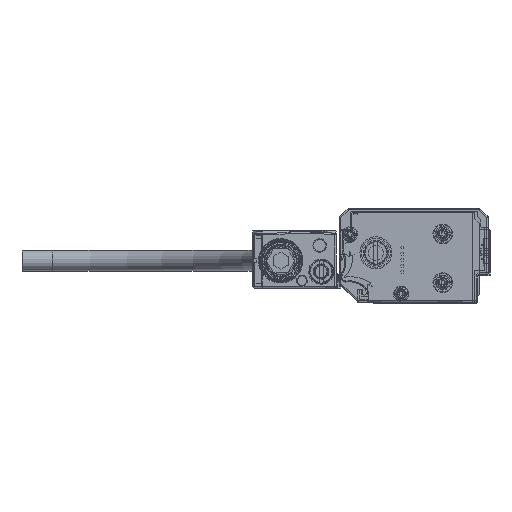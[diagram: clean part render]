
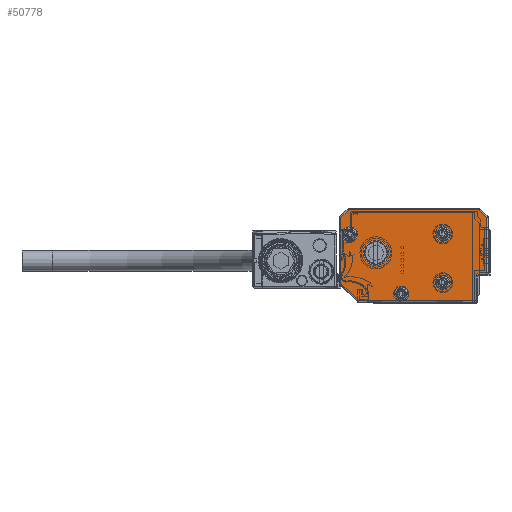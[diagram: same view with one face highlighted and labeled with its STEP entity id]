
A CAD part, left-side view. The second image highlights one B-rep face of the part: STEP entity #50778.
In plain terms, the highlighted planar face has unit normal (-1, 0, 0).
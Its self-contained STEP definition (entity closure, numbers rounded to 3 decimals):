
#50563=AXIS2_PLACEMENT_3D('Circle Axis2P3D',#50561,#50562,$) ;
#50591=AXIS2_PLACEMENT_3D('Circle Axis2P3D',#50589,#50590,$) ;
#50606=AXIS2_PLACEMENT_3D('Plane Axis2P3D',#50603,#50604,#50605) ;
#50610=AXIS2_PLACEMENT_3D('Circle Axis2P3D',#50608,#50609,$) ;
#50617=AXIS2_PLACEMENT_3D('Circle Axis2P3D',#50615,#50616,$) ;
#50624=AXIS2_PLACEMENT_3D('Circle Axis2P3D',#50622,#50623,$) ;
#50636=AXIS2_PLACEMENT_3D('Circle Axis2P3D',#50634,#50635,$) ;
#50708=AXIS2_PLACEMENT_3D('Circle Axis2P3D',#50706,#50707,$) ;
#50717=AXIS2_PLACEMENT_3D('Circle Axis2P3D',#50715,#50716,$) ;
#50726=AXIS2_PLACEMENT_3D('Circle Axis2P3D',#50724,#50725,$) ;
#50735=AXIS2_PLACEMENT_3D('Circle Axis2P3D',#50733,#50734,$) ;
#50744=AXIS2_PLACEMENT_3D('Circle Axis2P3D',#50742,#50743,$) ;
#50753=AXIS2_PLACEMENT_3D('Circle Axis2P3D',#50751,#50752,$) ;
#50762=AXIS2_PLACEMENT_3D('Circle Axis2P3D',#50760,#50761,$) ;
#50771=AXIS2_PLACEMENT_3D('Circle Axis2P3D',#50769,#50770,$) ;
#40673=CARTESIAN_POINT('Vertex',(-3173.,8.4,-1.)) ;
#40675=CARTESIAN_POINT('Vertex',(-3173.,7.,-1.)) ;
#40678=CARTESIAN_POINT('Line Origine',(-3173.,3.5,-1.)) ;
#40682=CARTESIAN_POINT('Vertex',(-3173.,21.793,-1.)) ;
#40694=CARTESIAN_POINT('Vertex',(-3173.,-17.,-1.)) ;
#40697=CARTESIAN_POINT('Line Origine',(-3173.,3.5,-1.)) ;
#50561=CARTESIAN_POINT('Axis2P3D Location',(-3173.,7.7,1.4)) ;
#50565=CARTESIAN_POINT('Vertex',(-3173.,5.2,1.4)) ;
#50586=CARTESIAN_POINT('Vertex',(-3173.,9.894,0.201)) ;
#50589=CARTESIAN_POINT('Axis2P3D Location',(-3173.,7.7,1.4)) ;
#50603=CARTESIAN_POINT('Axis2P3D Location',(-3173.,-21.5,13.5)) ;
#50608=CARTESIAN_POINT('Axis2P3D Location',(-3173.,7.7,1.4)) ;
#50612=CARTESIAN_POINT('Vertex',(-3173.,10.2,1.4)) ;
#50615=CARTESIAN_POINT('Axis2P3D Location',(-3173.,7.7,1.4)) ;
#50619=CARTESIAN_POINT('Vertex',(-3173.,5.506,2.599)) ;
#50622=CARTESIAN_POINT('Axis2P3D Location',(-3173.,7.7,1.4)) ;
#50627=CARTESIAN_POINT('Line Origine',(-3173.,-17.,3.1)) ;
#50631=CARTESIAN_POINT('Vertex',(-3173.,-17.,7.2)) ;
#50634=CARTESIAN_POINT('Axis2P3D Location',(-3173.,-18.,7.2)) ;
#50638=CARTESIAN_POINT('Vertex',(-3173.,-18.,8.2)) ;
#50641=CARTESIAN_POINT('Line Origine',(-3173.,-19.25,8.2)) ;
#50645=CARTESIAN_POINT('Vertex',(-3173.,-20.5,8.2)) ;
#50648=CARTESIAN_POINT('Line Origine',(-3173.,-20.5,17.246)) ;
#50652=CARTESIAN_POINT('Vertex',(-3173.,-20.5,26.293)) ;
#50655=CARTESIAN_POINT('Line Origine',(-3173.,-19.146,27.646)) ;
#50659=CARTESIAN_POINT('Vertex',(-3173.,-17.793,29.)) ;
#50662=CARTESIAN_POINT('Line Origine',(-3173.,3.5,29.)) ;
#50666=CARTESIAN_POINT('Vertex',(-3173.,24.793,29.)) ;
#50669=CARTESIAN_POINT('Line Origine',(-3173.,26.146,27.646)) ;
#50673=CARTESIAN_POINT('Vertex',(-3173.,27.5,26.293)) ;
#50676=CARTESIAN_POINT('Line Origine',(-3173.,27.5,15.5)) ;
#50680=CARTESIAN_POINT('Vertex',(-3173.,27.5,4.707)) ;
#50683=CARTESIAN_POINT('Line Origine',(-3173.,24.646,1.854)) ;
#50706=CARTESIAN_POINT('Axis2P3D Location',(-3173.,-6.,5.)) ;
#50710=CARTESIAN_POINT('Vertex',(-3173.,-3.806,3.801)) ;
#50712=CARTESIAN_POINT('Vertex',(-3173.,-8.194,6.199)) ;
#50715=CARTESIAN_POINT('Axis2P3D Location',(-3173.,-6.,5.)) ;
#50724=CARTESIAN_POINT('Axis2P3D Location',(-3173.,16.,14.8)) ;
#50728=CARTESIAN_POINT('Vertex',(-3173.,11.85,14.8)) ;
#50730=CARTESIAN_POINT('Vertex',(-3173.,20.15,14.8)) ;
#50733=CARTESIAN_POINT('Axis2P3D Location',(-3173.,16.,14.8)) ;
#50742=CARTESIAN_POINT('Axis2P3D Location',(-3173.,-6.,21.)) ;
#50746=CARTESIAN_POINT('Vertex',(-3173.,-8.194,22.199)) ;
#50748=CARTESIAN_POINT('Vertex',(-3173.,-3.806,19.801)) ;
#50751=CARTESIAN_POINT('Axis2P3D Location',(-3173.,-6.,21.)) ;
#50760=CARTESIAN_POINT('Axis2P3D Location',(-3173.,24.5,20.9)) ;
#50764=CARTESIAN_POINT('Vertex',(-3173.,22.306,22.099)) ;
#50766=CARTESIAN_POINT('Vertex',(-3173.,26.694,19.701)) ;
#50769=CARTESIAN_POINT('Axis2P3D Location',(-3173.,24.5,20.9)) ;
#40679=DIRECTION('Vector Direction',(0.,1.,0.)) ;
#40698=DIRECTION('Vector Direction',(0.,1.,0.)) ;
#50562=DIRECTION('Axis2P3D Direction',(-1.,0.,0.)) ;
#50590=DIRECTION('Axis2P3D Direction',(-1.,0.,0.)) ;
#50604=DIRECTION('Axis2P3D Direction',(1.,0.,0.)) ;
#50605=DIRECTION('Axis2P3D XDirection',(0.,1.,0.)) ;
#50609=DIRECTION('Axis2P3D Direction',(1.,0.,0.)) ;
#50616=DIRECTION('Axis2P3D Direction',(1.,0.,0.)) ;
#50623=DIRECTION('Axis2P3D Direction',(1.,0.,0.)) ;
#50628=DIRECTION('Vector Direction',(0.,0.,1.)) ;
#50635=DIRECTION('Axis2P3D Direction',(1.,0.,0.)) ;
#50642=DIRECTION('Vector Direction',(0.,-1.,0.)) ;
#50649=DIRECTION('Vector Direction',(0.,0.,1.)) ;
#50656=DIRECTION('Vector Direction',(0.,-0.707,-0.707)) ;
#50663=DIRECTION('Vector Direction',(0.,1.,0.)) ;
#50670=DIRECTION('Vector Direction',(0.,0.707,-0.707)) ;
#50677=DIRECTION('Vector Direction',(0.,0.,-1.)) ;
#50684=DIRECTION('Vector Direction',(0.,-0.707,-0.707)) ;
#50707=DIRECTION('Axis2P3D Direction',(1.,0.,0.)) ;
#50716=DIRECTION('Axis2P3D Direction',(1.,0.,0.)) ;
#50725=DIRECTION('Axis2P3D Direction',(1.,0.,0.)) ;
#50734=DIRECTION('Axis2P3D Direction',(1.,0.,0.)) ;
#50743=DIRECTION('Axis2P3D Direction',(1.,0.,0.)) ;
#50752=DIRECTION('Axis2P3D Direction',(1.,0.,0.)) ;
#50761=DIRECTION('Axis2P3D Direction',(1.,0.,0.)) ;
#50770=DIRECTION('Axis2P3D Direction',(1.,0.,0.)) ;
#40680=VECTOR('Line Direction',#40679,1.) ;
#40699=VECTOR('Line Direction',#40698,1.) ;
#50629=VECTOR('Line Direction',#50628,1.) ;
#50643=VECTOR('Line Direction',#50642,1.) ;
#50650=VECTOR('Line Direction',#50649,1.) ;
#50657=VECTOR('Line Direction',#50656,1.) ;
#50664=VECTOR('Line Direction',#50663,1.) ;
#50671=VECTOR('Line Direction',#50670,1.) ;
#50678=VECTOR('Line Direction',#50677,1.) ;
#50685=VECTOR('Line Direction',#50684,1.) ;
#50689=ORIENTED_EDGE('',*,*,#50593,.T.) ;
#50690=ORIENTED_EDGE('',*,*,#50614,.T.) ;
#50691=ORIENTED_EDGE('',*,*,#50621,.T.) ;
#50692=ORIENTED_EDGE('',*,*,#50626,.T.) ;
#50693=ORIENTED_EDGE('',*,*,#50567,.T.) ;
#50694=ORIENTED_EDGE('',*,*,#40701,.F.) ;
#50695=ORIENTED_EDGE('',*,*,#50633,.F.) ;
#50696=ORIENTED_EDGE('',*,*,#50640,.F.) ;
#50697=ORIENTED_EDGE('',*,*,#50647,.F.) ;
#50698=ORIENTED_EDGE('',*,*,#50654,.F.) ;
#50699=ORIENTED_EDGE('',*,*,#50661,.F.) ;
#50700=ORIENTED_EDGE('',*,*,#50668,.F.) ;
#50701=ORIENTED_EDGE('',*,*,#50675,.F.) ;
#50702=ORIENTED_EDGE('',*,*,#50682,.F.) ;
#50703=ORIENTED_EDGE('',*,*,#50687,.F.) ;
#50704=ORIENTED_EDGE('',*,*,#40684,.F.) ;
#50721=ORIENTED_EDGE('',*,*,#50714,.T.) ;
#50722=ORIENTED_EDGE('',*,*,#50719,.T.) ;
#50739=ORIENTED_EDGE('',*,*,#50732,.T.) ;
#50740=ORIENTED_EDGE('',*,*,#50737,.T.) ;
#50757=ORIENTED_EDGE('',*,*,#50750,.T.) ;
#50758=ORIENTED_EDGE('',*,*,#50755,.T.) ;
#50775=ORIENTED_EDGE('',*,*,#50768,.T.) ;
#50776=ORIENTED_EDGE('',*,*,#50773,.T.) ;
#50723=FACE_BOUND('',#50720,.T.) ;
#50741=FACE_BOUND('',#50738,.T.) ;
#50759=FACE_BOUND('',#50756,.T.) ;
#50777=FACE_BOUND('',#50774,.T.) ;
#50778=ADVANCED_FACE('\X2\FF8AFF9FFF70FF82\X0\ \X2\FF8EFF9EFF83FF9EFF68FF70\X0\',(#50705,#50723,#50741,#50759,#50777),#50607,.F.) ;
#50564=CIRCLE('generated circle',#50563,2.5) ;
#50592=CIRCLE('generated circle',#50591,2.5) ;
#50611=CIRCLE('generated circle',#50610,2.5) ;
#50618=CIRCLE('generated circle',#50617,2.5) ;
#50625=CIRCLE('generated circle',#50624,2.5) ;
#50637=CIRCLE('generated circle',#50636,1.) ;
#50709=CIRCLE('generated circle',#50708,2.5) ;
#50718=CIRCLE('generated circle',#50717,2.5) ;
#50727=CIRCLE('generated circle',#50726,4.15) ;
#50736=CIRCLE('generated circle',#50735,4.15) ;
#50745=CIRCLE('generated circle',#50744,2.5) ;
#50754=CIRCLE('generated circle',#50753,2.5) ;
#50763=CIRCLE('generated circle',#50762,2.5) ;
#50772=CIRCLE('generated circle',#50771,2.5) ;
#40684=EDGE_CURVE('',#40674,#40683,#40681,.T.) ;
#40701=EDGE_CURVE('',#40695,#40676,#40700,.T.) ;
#50567=EDGE_CURVE('',#50566,#40676,#50564,.F.) ;
#50593=EDGE_CURVE('',#40674,#50587,#50592,.F.) ;
#50614=EDGE_CURVE('',#50587,#50613,#50611,.T.) ;
#50621=EDGE_CURVE('',#50613,#50620,#50618,.T.) ;
#50626=EDGE_CURVE('',#50620,#50566,#50625,.T.) ;
#50633=EDGE_CURVE('',#50632,#40695,#50630,.F.) ;
#50640=EDGE_CURVE('',#50639,#50632,#50637,.F.) ;
#50647=EDGE_CURVE('',#50646,#50639,#50644,.F.) ;
#50654=EDGE_CURVE('',#50653,#50646,#50651,.F.) ;
#50661=EDGE_CURVE('',#50660,#50653,#50658,.T.) ;
#50668=EDGE_CURVE('',#50667,#50660,#50665,.F.) ;
#50675=EDGE_CURVE('',#50674,#50667,#50672,.F.) ;
#50682=EDGE_CURVE('',#50681,#50674,#50679,.F.) ;
#50687=EDGE_CURVE('',#40683,#50681,#50686,.F.) ;
#50714=EDGE_CURVE('',#50711,#50713,#50709,.T.) ;
#50719=EDGE_CURVE('',#50713,#50711,#50718,.T.) ;
#50732=EDGE_CURVE('',#50729,#50731,#50727,.T.) ;
#50737=EDGE_CURVE('',#50731,#50729,#50736,.T.) ;
#50750=EDGE_CURVE('',#50747,#50749,#50745,.T.) ;
#50755=EDGE_CURVE('',#50749,#50747,#50754,.T.) ;
#50768=EDGE_CURVE('',#50765,#50767,#50763,.T.) ;
#50773=EDGE_CURVE('',#50767,#50765,#50772,.T.) ;
#50688=EDGE_LOOP('',(#50689,#50690,#50691,#50692,#50693,#50694,#50695,#50696,#50697,#50698,#50699,#50700,#50701,#50702,#50703,#50704)) ;
#50720=EDGE_LOOP('',(#50721,#50722)) ;
#50738=EDGE_LOOP('',(#50739,#50740)) ;
#50756=EDGE_LOOP('',(#50757,#50758)) ;
#50774=EDGE_LOOP('',(#50775,#50776)) ;
#50705=FACE_OUTER_BOUND('',#50688,.T.) ;
#40681=LINE('Line',#40678,#40680) ;
#40700=LINE('Line',#40697,#40699) ;
#50630=LINE('Line',#50627,#50629) ;
#50644=LINE('Line',#50641,#50643) ;
#50651=LINE('Line',#50648,#50650) ;
#50658=LINE('Line',#50655,#50657) ;
#50665=LINE('Line',#50662,#50664) ;
#50672=LINE('Line',#50669,#50671) ;
#50679=LINE('Line',#50676,#50678) ;
#50686=LINE('Line',#50683,#50685) ;
#50607=PLANE('Plane',#50606) ;
#40674=VERTEX_POINT('',#40673) ;
#40676=VERTEX_POINT('',#40675) ;
#40683=VERTEX_POINT('',#40682) ;
#40695=VERTEX_POINT('',#40694) ;
#50566=VERTEX_POINT('',#50565) ;
#50587=VERTEX_POINT('',#50586) ;
#50613=VERTEX_POINT('',#50612) ;
#50620=VERTEX_POINT('',#50619) ;
#50632=VERTEX_POINT('',#50631) ;
#50639=VERTEX_POINT('',#50638) ;
#50646=VERTEX_POINT('',#50645) ;
#50653=VERTEX_POINT('',#50652) ;
#50660=VERTEX_POINT('',#50659) ;
#50667=VERTEX_POINT('',#50666) ;
#50674=VERTEX_POINT('',#50673) ;
#50681=VERTEX_POINT('',#50680) ;
#50711=VERTEX_POINT('',#50710) ;
#50713=VERTEX_POINT('',#50712) ;
#50729=VERTEX_POINT('',#50728) ;
#50731=VERTEX_POINT('',#50730) ;
#50747=VERTEX_POINT('',#50746) ;
#50749=VERTEX_POINT('',#50748) ;
#50765=VERTEX_POINT('',#50764) ;
#50767=VERTEX_POINT('',#50766) ;
